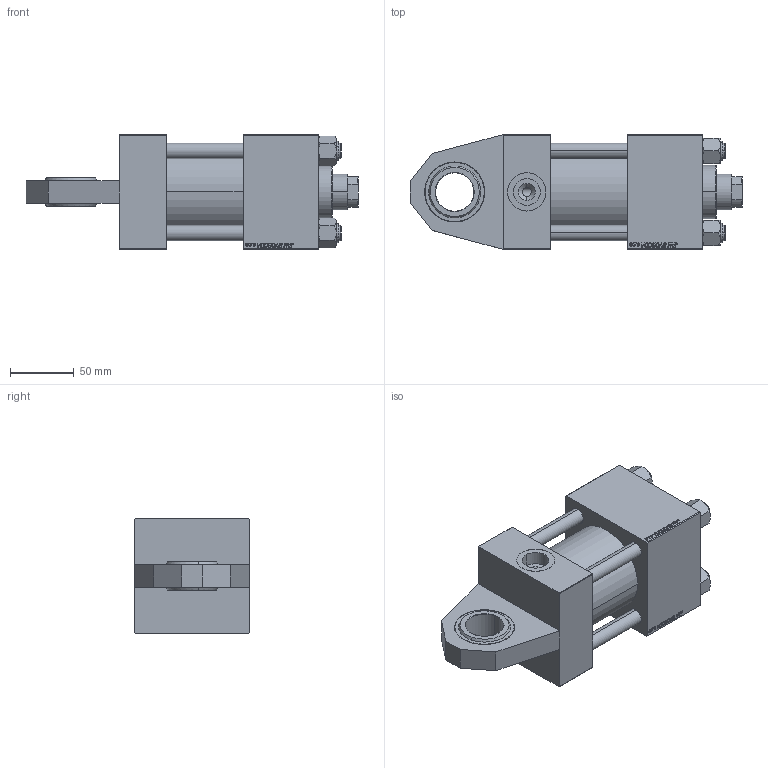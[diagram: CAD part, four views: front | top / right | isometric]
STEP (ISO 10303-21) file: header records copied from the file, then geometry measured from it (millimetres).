
FILE_DESCRIPTION (( 'STEP AP203' ), '1' );
FILE_NAME ('fd8e.STEP', '2023-08-23T11:37:35', ( '' ), ( '' ), 'SwSTEP 2.0', 'SolidWorks 2019', '' );
FILE_SCHEMA (( 'CONFIG_CONTROL_DESIGN' ));
Length unit declared in the file: millimetre
Products named in the file (7): fd8e; V215CR_VCP_J 4c750908673caf06bfdc5100ef332c15; V215CR_J_Body 4c750908673caf06bfdc5100ef332c15; V215CR_TYCINKA_J 4c750908673caf06bfdc5100ef332c15; V215_VC_A 4c750908673caf06bfdc5100ef332c15; NUT_M5_J 4c750908673caf06bfdc5100ef332c15; V215CR_J_VNITRNI_KROUZEK 4c750908673caf06bfdc5100ef332c15
Assembly tree (12 placements, depth 2):
  fd8e
    V215CR_J_Body 4c750908673caf06bfdc5100ef332c15
    V215CR_J_VNITRNI_KROUZEK 4c750908673caf06bfdc5100ef332c15
    V215CR_VCP_J 4c750908673caf06bfdc5100ef332c15
    V215CR_TYCINKA_J 4c750908673caf06bfdc5100ef332c15  x4
    NUT_M5_J 4c750908673caf06bfdc5100ef332c15  x4
    V215_VC_A 4c750908673caf06bfdc5100ef332c15
Bounding box: 260 x 90 x 90 mm (x, y, z)
Volume: 1032036.4 mm3; surface area: 200050.4 mm2
Topology: 12 solids, 12 shells, 1145 faces, 2868 edges, 1859 vertices
Faces by surface type: plane 516, bspline 392, cone 128, cylinder 89, torus 20
Entity records: 50268 total; most frequent: CARTESIAN_POINT 27095, ORIENTED_EDGE 5228, DIRECTION 3316, EDGE_CURVE 2614, VERTEX_POINT 1715, LINE 1558, VECTOR 1558, EDGE_LOOP 1153
